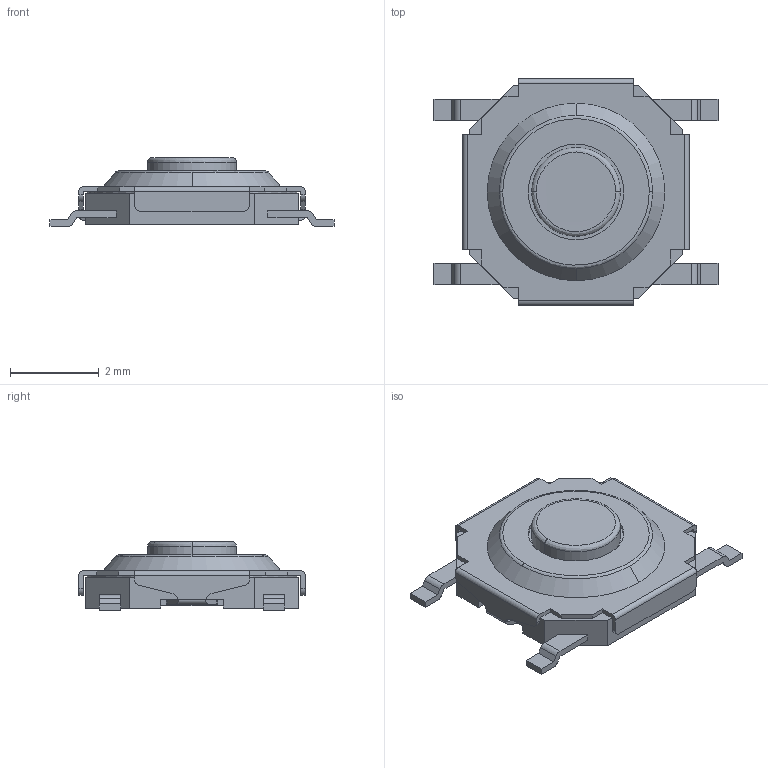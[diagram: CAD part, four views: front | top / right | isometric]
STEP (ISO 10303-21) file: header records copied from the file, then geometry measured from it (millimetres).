
FILE_DESCRIPTION (( 'STEP AP214' ), '1' );
FILE_NAME ('PTS526SK15SMTR2LFS.STEP', '2024-04-15T11:08:05', ( '' ), ( '' ), 'SwSTEP 2.0', 'SolidWorks 2024', '' );
FILE_SCHEMA (( 'AUTOMOTIVE_DESIGN' ));
Length unit declared in the file: metre
Products named in the file (1): PTS526SK15SMTR2LFS
Bounding box: 6.4 x 5.1 x 1.55 mm (x, y, z)
Volume: 16.7 mm3; surface area: 156.5 mm2
Topology: 1 solids, 1 shells, 198 faces, 532 edges, 348 vertices
Faces by surface type: plane 136, cylinder 50, bspline 6, cone 6
Entity records: 6584 total; most frequent: CARTESIAN_POINT 1267, ORIENTED_EDGE 1064, DIRECTION 1032, EDGE_CURVE 532, LINE 398, VECTOR 398, VERTEX_POINT 348, AXIS2_PLACEMENT_3D 317
